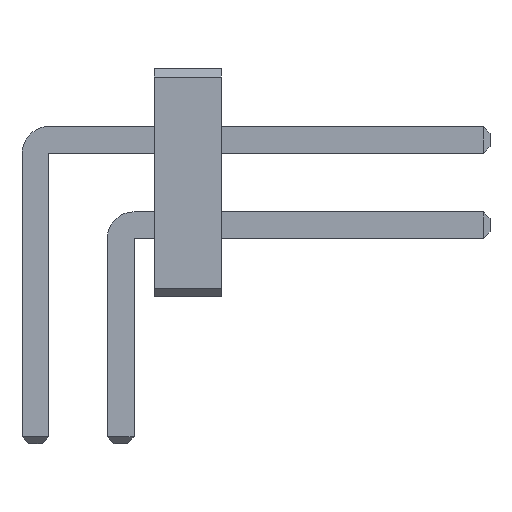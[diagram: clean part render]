
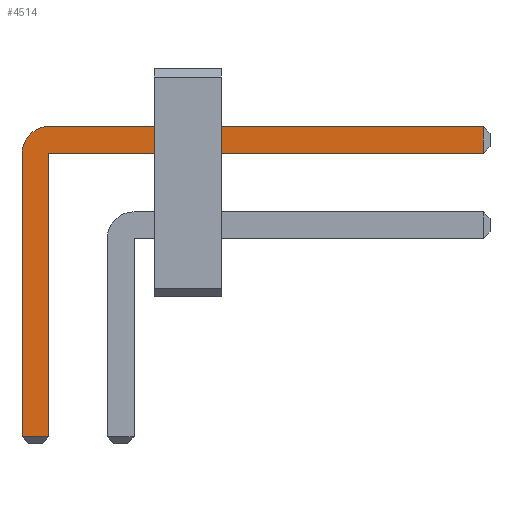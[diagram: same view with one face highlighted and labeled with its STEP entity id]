
A CAD part, front view. The second image highlights one B-rep face of the part: STEP entity #4514.
In plain terms, the highlighted planar face has unit normal (0, -1, 0).
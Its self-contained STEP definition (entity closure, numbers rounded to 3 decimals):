
#13=DIRECTION('',(0.,0.,1.));
#2038=VECTOR('',#13,1.);
#4316=VECTOR('',#4317,1.);
#4317=DIRECTION('',(1.,0.,0.));
#4323=VECTOR('',#4324,1.);
#4324=DIRECTION('',(0.,0.,-1.));
#4331=VECTOR('',#4332,1.);
#4332=DIRECTION('',(-1.,0.,0.));
#4353=DIRECTION('',(-0.,1.,0.));
#4357=DIRECTION('',(0.,1.,0.));
#4358=DIRECTION('',(0.,0.,1.));
#4365=VERTEX_POINT('',#4366);
#4366=CARTESIAN_POINT('',(0.2,-43.38,2.535));
#4368=ORIENTED_EDGE('',*,*,#4369,.T.);
#4369=EDGE_CURVE('',#4365,#4370,#4372,.T.);
#4370=VERTEX_POINT('',#4371);
#4371=CARTESIAN_POINT('',(6.67,-43.38,2.535));
#4372=LINE('',#4373,#4316);
#4373=CARTESIAN_POINT('',(-0.2,-43.38,2.535));
#4410=EDGE_CURVE('',#4411,#4365,#4413,.T.);
#4411=VERTEX_POINT('',#4412);
#4412=CARTESIAN_POINT('',(-0.2,-43.38,2.135));
#4413=CIRCLE('',#4414,0.4);
#4414=AXIS2_PLACEMENT_3D('',#4415,#4353,#4324);
#4415=CARTESIAN_POINT('',(0.2,-43.38,2.135));
#4427=VERTEX_POINT('',#4428);
#4428=CARTESIAN_POINT('',(6.67,-43.38,2.135));
#4430=ORIENTED_EDGE('',*,*,#4431,.T.);
#4431=EDGE_CURVE('',#4427,#4432,#4433,.T.);
#4432=VERTEX_POINT('',#4415);
#4433=LINE('',#4434,#4331);
#4434=CARTESIAN_POINT('',(6.77,-43.38,2.135));
#4446=VERTEX_POINT('',#4447);
#4447=CARTESIAN_POINT('',(-0.2,-43.38,-2.085));
#4449=ORIENTED_EDGE('',*,*,#4450,.T.);
#4450=EDGE_CURVE('',#4446,#4411,#4451,.T.);
#4451=LINE('',#4452,#2038);
#4452=CARTESIAN_POINT('',(-0.2,-43.38,-2.185));
#4460=ORIENTED_EDGE('',*,*,#4461,.T.);
#4461=EDGE_CURVE('',#4432,#4462,#4464,.T.);
#4462=VERTEX_POINT('',#4463);
#4463=CARTESIAN_POINT('',(0.2,-43.38,-2.085));
#4464=LINE('',#4415,#4323);
#4514=ADVANCED_FACE('',(#4515),#4524,.F.);
#4515=FACE_BOUND('',#4516,.F.);
#4516=EDGE_LOOP('',(#4368,#4517,#4430,#4460,#4520,#4449,#4523));
#4517=ORIENTED_EDGE('',*,*,#4518,.T.);
#4518=EDGE_CURVE('',#4370,#4427,#4519,.T.);
#4519=LINE('',#4371,#4323);
#4520=ORIENTED_EDGE('',*,*,#4521,.T.);
#4521=EDGE_CURVE('',#4462,#4446,#4522,.T.);
#4522=LINE('',#4463,#4331);
#4523=ORIENTED_EDGE('',*,*,#4410,.T.);
#4524=PLANE('',#4525);
#4525=AXIS2_PLACEMENT_3D('',#4526,#4357,#4358);
#4526=CARTESIAN_POINT('',(2.071,-43.38,1.389));
